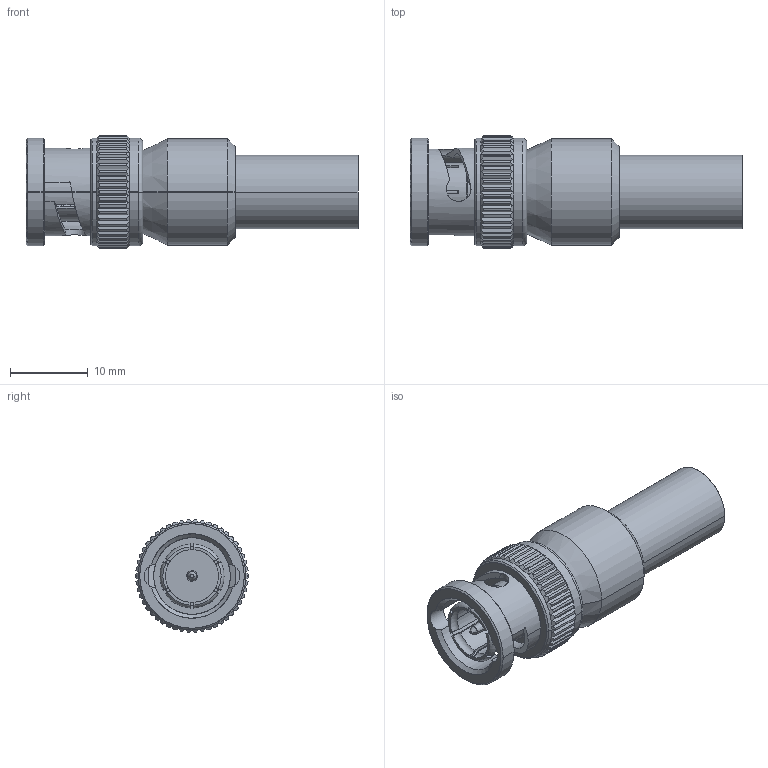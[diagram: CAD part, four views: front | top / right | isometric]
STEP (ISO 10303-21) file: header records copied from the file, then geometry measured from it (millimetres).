
FILE_DESCRIPTION((''),'2;1');
FILE_NAME('31-70534_ASM','2016-12-19T',('Anand'),(''),'PRO/ENGINEER BY PARAMETRIC TECHNOLOGY CORPORATION, 2014440','PRO/ENGINEER BY PARAMETRIC TECHNOLOGY CORPORATION, 2014440','');
FILE_SCHEMA(('CONFIG_CONTROL_DESIGN'));
Length unit declared in the file: millimetre
Products named in the file (6): 31-70534_BODY; 31-70534_COUPLINGNUT; 31-70534_CONTACT; 31-70534_FERRULE; 31-70534_1_ASM; 31-70534_ASM
Assembly tree (5 placements, depth 3):
  31-70534_ASM
    31-70534_1_ASM
      31-70534_BODY
      31-70534_COUPLINGNUT
      31-70534_CONTACT
      31-70534_FERRULE
Bounding box: 42.7 x 14.5 x 14.49 mm (x, y, z)
Surface area: 4515.8 mm2 (no closed solid volume)
Topology: 0 solids, 383 shells, 383 faces, 2068 edges, 2066 vertices
Faces by surface type: plane 211, cylinder 120, cone 32, torus 20
Entity records: 24315 total; most frequent: CARTESIAN_POINT 9421, DIRECTION 2734, VERTEX_POINT 2066, ORIENTED_EDGE 2066, EDGE_CURVE 2066, AXIS2_PLACEMENT_3D 932, VECTOR 870, LINE 870
